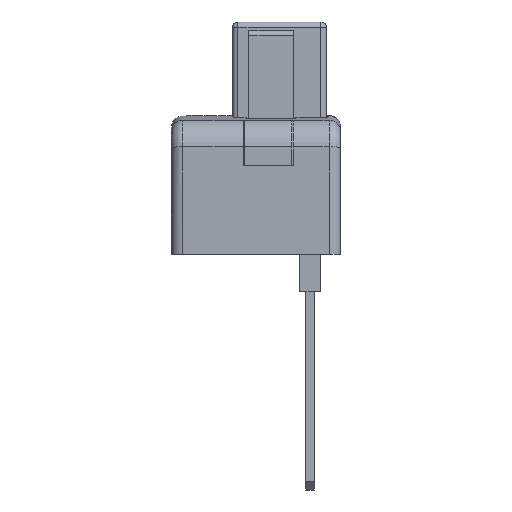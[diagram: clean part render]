
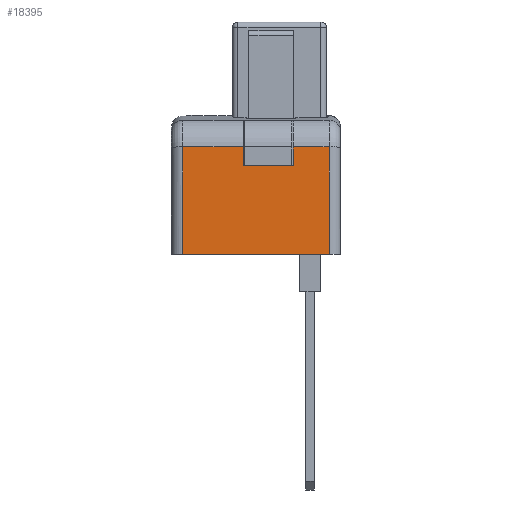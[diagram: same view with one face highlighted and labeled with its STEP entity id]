
A CAD part, front view. The second image highlights one B-rep face of the part: STEP entity #18395.
In plain terms, the highlighted planar face has unit normal (0, -1, 0).
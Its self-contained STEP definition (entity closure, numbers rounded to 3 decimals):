
#153 = ORIENTED_EDGE ( 'NONE', *, *, #7417, .T. ) ;
#154 = ORIENTED_EDGE ( 'NONE', *, *, #7416, .F. ) ;
#155 = ORIENTED_EDGE ( 'NONE', *, *, #7397, .T. ) ;
#156 = ORIENTED_EDGE ( 'NONE', *, *, #30623, .F. ) ;
#157 = ORIENTED_EDGE ( 'NONE', *, *, #7418, .T. ) ;
#158 = ORIENTED_EDGE ( 'NONE', *, *, #7419, .T. ) ;
#159 = ORIENTED_EDGE ( 'NONE', *, *, #7402, .T. ) ;
#160 = ORIENTED_EDGE ( 'NONE', *, *, #7420, .T. ) ;
#5187 = EDGE_LOOP ( 'NONE', ( #154, #155, #153, #157, #156, #158, #160, #159 ) ) ;
#6060 = VERTEX_POINT ( 'NONE', #27903 ) ;
#6074 = VERTEX_POINT ( 'NONE', #27917 ) ;
#6075 = VERTEX_POINT ( 'NONE', #27918 ) ;
#6109 = VERTEX_POINT ( 'NONE', #27952 ) ;
#6115 = VERTEX_POINT ( 'NONE', #27958 ) ;
#6132 = VERTEX_POINT ( 'NONE', #27975 ) ;
#6201 = VERTEX_POINT ( 'NONE', #28044 ) ;
#6211 = VERTEX_POINT ( 'NONE', #28054 ) ;
#7397 = EDGE_CURVE ( 'NONE', #6075, #6132, #25299, .T. ) ;
#7402 = EDGE_CURVE ( 'NONE', #6060, #6109, #25304, .T. ) ;
#7416 = EDGE_CURVE ( 'NONE', #6075, #6109, #25309, .T. ) ;
#7417 = EDGE_CURVE ( 'NONE', #6132, #6074, #25310, .T. ) ;
#7418 = EDGE_CURVE ( 'NONE', #6074, #6201, #25311, .T. ) ;
#7419 = EDGE_CURVE ( 'NONE', #6211, #6115, #25312, .T. ) ;
#7420 = EDGE_CURVE ( 'NONE', #6115, #6060, #25313, .T. ) ;
#18395 = ADVANCED_FACE ( 'NONE', ( #29590 ), #28986, .T. ) ;
#25299 = LINE ( 'NONE', #28458, #28316 ) ;
#25304 = LINE ( 'NONE', #28468, #28321 ) ;
#25309 = LINE ( 'NONE', #28516, #28333 ) ;
#25310 = LINE ( 'NONE', #28518, #28334 ) ;
#25311 = LINE ( 'NONE', #28520, #28335 ) ;
#25312 = LINE ( 'NONE', #28522, #28336 ) ;
#25313 = LINE ( 'NONE', #28524, #28337 ) ;
#27903 = CARTESIAN_POINT ( 'NONE',  ( 22.5, -40.527, -0.463 ) ) ;
#27917 = CARTESIAN_POINT ( 'NONE',  ( 2.5, -40.527, -0.463 ) ) ;
#27918 = CARTESIAN_POINT ( 'NONE',  ( 13.5, -40.527, -3.886 ) ) ;
#27952 = CARTESIAN_POINT ( 'NONE',  ( 22.5, -40.527, -3.886 ) ) ;
#27958 = CARTESIAN_POINT ( 'NONE',  ( 29., -40.527, -0.463 ) ) ;
#27975 = CARTESIAN_POINT ( 'NONE',  ( 13.5, -40.527, -0.463 ) ) ;
#28044 = CARTESIAN_POINT ( 'NONE',  ( 2.5, -40.527, -19.886 ) ) ;
#28054 = CARTESIAN_POINT ( 'NONE',  ( 29., -40.527, -19.886 ) ) ;
#28316 = VECTOR ( 'NONE', #28459, 1000. ) ;
#28321 = VECTOR ( 'NONE', #28469, 1000. ) ;
#28333 = VECTOR ( 'NONE', #28517, 1000. ) ;
#28334 = VECTOR ( 'NONE', #28519, 1000. ) ;
#28335 = VECTOR ( 'NONE', #28521, 1000. ) ;
#28336 = VECTOR ( 'NONE', #28523, 1000. ) ;
#28337 = VECTOR ( 'NONE', #28525, 1000. ) ;
#28458 = CARTESIAN_POINT ( 'NONE',  ( 13.5, -40.527, -19.886 ) ) ;
#28459 = DIRECTION ( 'NONE',  ( 0., 0., 1. ) ) ;
#28468 = CARTESIAN_POINT ( 'NONE',  ( 22.5, -40.527, -19.886 ) ) ;
#28469 = DIRECTION ( 'NONE',  ( 0., 0., -1. ) ) ;
#28516 = CARTESIAN_POINT ( 'NONE',  ( 31., -40.527, -3.886 ) ) ;
#28517 = DIRECTION ( 'NONE',  ( 1., 0., 0. ) ) ;
#28518 = CARTESIAN_POINT ( 'NONE',  ( 31., -40.527, -0.463 ) ) ;
#28519 = DIRECTION ( 'NONE',  ( -1., 0., 0. ) ) ;
#28520 = CARTESIAN_POINT ( 'NONE',  ( 2.5, -40.527, -19.886 ) ) ;
#28521 = DIRECTION ( 'NONE',  ( 0., 0., -1. ) ) ;
#28522 = CARTESIAN_POINT ( 'NONE',  ( 29., -40.527, -19.886 ) ) ;
#28523 = DIRECTION ( 'NONE',  ( 0., 0., 1. ) ) ;
#28524 = CARTESIAN_POINT ( 'NONE',  ( 31., -40.527, -0.463 ) ) ;
#28525 = DIRECTION ( 'NONE',  ( -1., 0., 0. ) ) ;
#28986 = PLANE ( 'NONE',  #29542 ) ;
#28987 = CARTESIAN_POINT ( 'NONE',  ( 31., -40.527, -19.886 ) ) ;
#28988 = DIRECTION ( 'NONE',  ( 0., -1., 0. ) ) ;
#28989 = DIRECTION ( 'NONE',  ( 0., 0., -1. ) ) ;
#29542 = AXIS2_PLACEMENT_3D ( 'NONE', #28987, #28988, #28989 ) ;
#29590 = FACE_OUTER_BOUND ( 'NONE', #5187, .T. ) ;
#29771 = LINE ( 'NONE', #30142, #30037 ) ;
#30037 = VECTOR ( 'NONE', #30143, 1000. ) ;
#30142 = CARTESIAN_POINT ( 'NONE',  ( 31., -40.527, -19.886 ) ) ;
#30143 = DIRECTION ( 'NONE',  ( -1., 0., 0. ) ) ;
#30623 = EDGE_CURVE ( 'NONE', #6211, #6201, #29771, .T. ) ;
